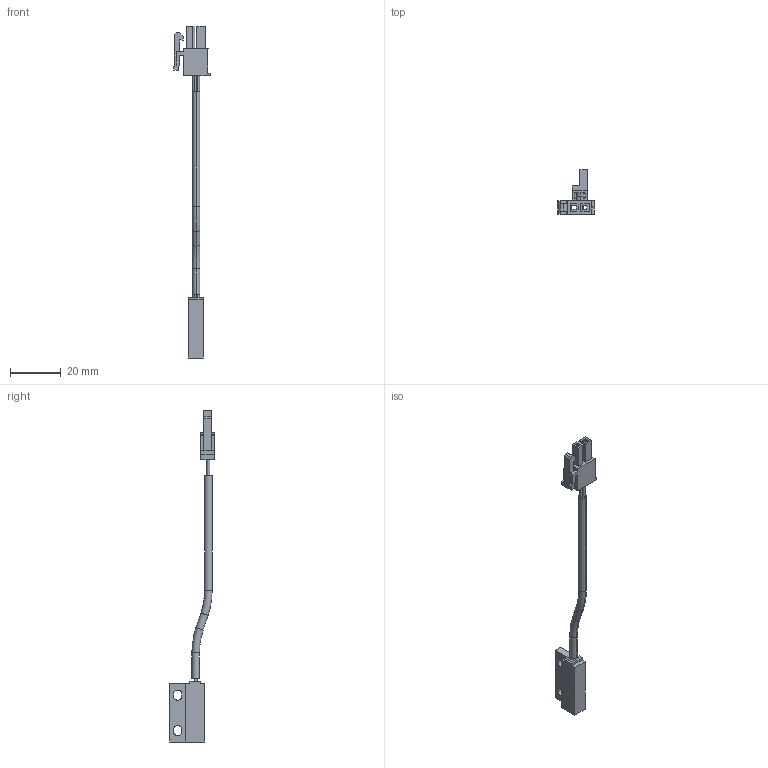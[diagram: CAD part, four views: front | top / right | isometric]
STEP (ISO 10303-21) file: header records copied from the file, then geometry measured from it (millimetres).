
FILE_DESCRIPTION (( 'STEP AP214' ), '1' );
FILE_NAME ('P915F.STEP', '2020-02-12T15:40:39', ( '' ), ( '' ), 'SwSTEP 2.0', 'SolidWorks 2019', '' );
FILE_SCHEMA (( 'AUTOMOTIVE_DESIGN' ));
Length unit declared in the file: millimetre
Products named in the file (1): P915F
Bounding box: 14.4 x 17.7 x 130.9 mm (x, y, z)
Surface area: 3147.5 mm2 (no closed solid volume)
Topology: 0 solids, 4 shells, 140 faces, 433 edges, 286 vertices
Faces by surface type: plane 109, cylinder 27, torus 4
Entity records: 6301 total; most frequent: CARTESIAN_POINT 860, DIRECTION 781, ORIENTED_EDGE 774, EDGE_CURVE 433, LINE 367, VECTOR 367, VERTEX_POINT 286, AXIS2_PLACEMENT_3D 207
